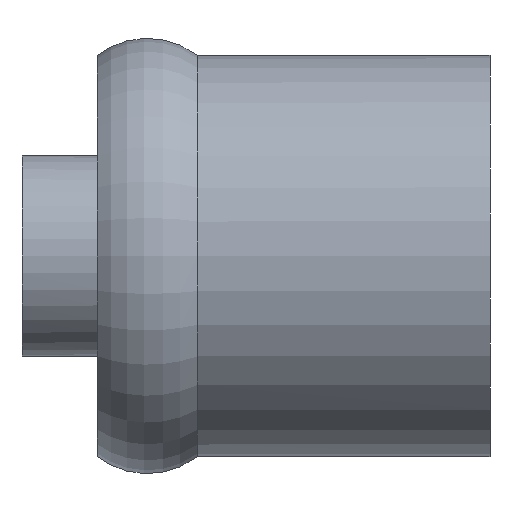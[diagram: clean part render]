
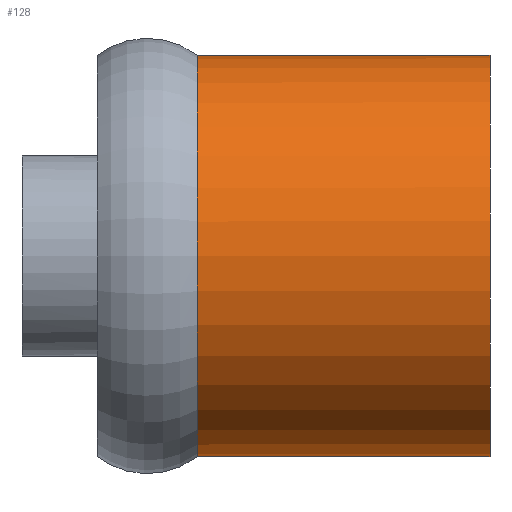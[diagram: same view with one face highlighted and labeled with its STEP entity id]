
A CAD part, left-side view. The second image highlights one B-rep face of the part: STEP entity #128.
In plain terms, the highlighted cylindrical face has radius 24 mm (diameter 48 mm), a full revolution.
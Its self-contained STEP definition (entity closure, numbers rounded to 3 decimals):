
#101=FACE_BOUND('',#165,.T.);
#102=FACE_BOUND('',#166,.T.);
#111=CYLINDRICAL_SURFACE('',#375,24.);
#128=ADVANCED_FACE('',(#101,#102),#111,.T.);
#165=EDGE_LOOP('',(#233,#234,#235));
#166=EDGE_LOOP('',(#236));
#184=CIRCLE('',#370,24.);
#185=CIRCLE('',#372,24.);
#186=CIRCLE('',#373,24.);
#187=CIRCLE('',#374,24.);
#233=ORIENTED_EDGE('',*,*,#316,.T.);
#234=ORIENTED_EDGE('',*,*,#317,.T.);
#235=ORIENTED_EDGE('',*,*,#315,.T.);
#236=ORIENTED_EDGE('',*,*,#318,.F.);
#271=VERTEX_POINT('',#500);
#277=VERTEX_POINT('',#514);
#283=VERTEX_POINT('',#543);
#284=VERTEX_POINT('',#546);
#315=EDGE_CURVE('',#271,#277,#184,.T.);
#316=EDGE_CURVE('',#277,#283,#185,.T.);
#317=EDGE_CURVE('',#283,#271,#186,.T.);
#318=EDGE_CURVE('',#284,#284,#187,.T.);
#370=AXIS2_PLACEMENT_3D('',#540,#427,#428);
#372=AXIS2_PLACEMENT_3D('',#542,#431,#432);
#373=AXIS2_PLACEMENT_3D('',#544,#433,#434);
#374=AXIS2_PLACEMENT_3D('',#545,#435,#436);
#375=AXIS2_PLACEMENT_3D('',#547,#437,#438);
#427=DIRECTION('',(0.,-1.,0.));
#428=DIRECTION('',(0.,0.,-1.));
#431=DIRECTION('',(0.,-1.,0.));
#432=DIRECTION('',(0.,0.,-1.));
#433=DIRECTION('',(0.,-1.,0.));
#434=DIRECTION('',(0.,0.,-1.));
#435=DIRECTION('',(0.,-1.,0.));
#436=DIRECTION('',(0.,0.,-1.));
#437=DIRECTION('',(0.,-1.,0.));
#438=DIRECTION('',(0.,0.,-1.));
#500=CARTESIAN_POINT('',(165.852,98.25,18.448));
#514=CARTESIAN_POINT('',(165.852,98.25,-18.448));
#540=CARTESIAN_POINT('',(150.5,98.25,0.));
#542=CARTESIAN_POINT('',(150.5,98.25,0.));
#543=CARTESIAN_POINT('',(174.5,98.25,0.));
#544=CARTESIAN_POINT('',(150.5,98.25,0.));
#545=CARTESIAN_POINT('',(150.5,63.25,0.));
#546=CARTESIAN_POINT('',(150.5,63.25,-24.));
#547=CARTESIAN_POINT('',(150.5,51.25,0.));
